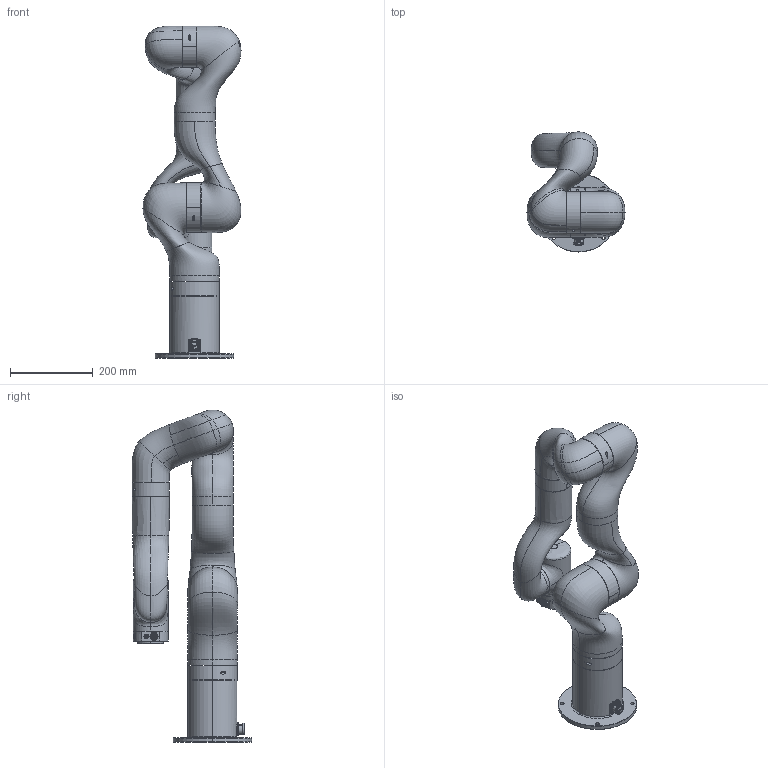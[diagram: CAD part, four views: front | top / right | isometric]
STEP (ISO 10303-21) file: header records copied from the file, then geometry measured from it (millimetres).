
FILE_DESCRIPTION (( 'STEP AP203' ), '1' );
FILE_NAME ('85_solid.STEP', '2023-05-26T09:53:36', ( '' ), ( '' ), 'SwSTEP 2.0', 'SolidWorks 2022', '' );
FILE_SCHEMA (( 'CONFIG_CONTROL_DESIGN' ));
Length unit declared in the file: millimetre
Products named in the file (8): FX85_P04; FX85_P05; FX85_P03; FX85_P02; FX85_P01; 85_solid; FX85_P06; FX85_P07
Assembly tree (7 placements, depth 2):
  85_solid
    FX85_P01
    FX85_P02
    FX85_P03
    FX85_P04
    FX85_P05
    FX85_P06
    FX85_P07
Bounding box: 237.44 x 290 x 804.1 mm (x, y, z)
Volume: 13130405.2 mm3; surface area: 776638.4 mm2
Topology: 11 solids, 18 shells, 1616 faces, 4243 edges, 2751 vertices
Faces by surface type: bspline 544, plane 502, cylinder 412, cone 153, torus 5
Entity records: 136099 total; most frequent: CARTESIAN_POINT 100977, ORIENTED_EDGE 8396, DIRECTION 4984, EDGE_CURVE 4198, VERTEX_POINT 2751, B_SPLINE_CURVE_WITH_KNOTS 1918, EDGE_LOOP 1763, AXIS2_PLACEMENT_3D 1710
